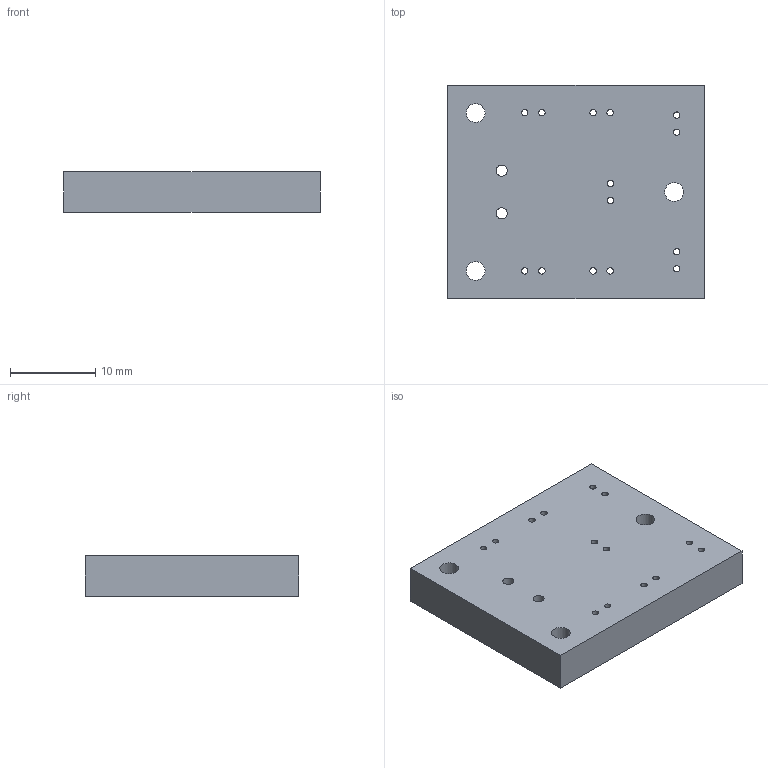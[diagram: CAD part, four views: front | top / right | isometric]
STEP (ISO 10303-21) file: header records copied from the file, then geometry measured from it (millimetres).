
FILE_DESCRIPTION(('KiCad electronic assembly'),'2;1');
FILE_NAME('vcc_distributor.STEP','2022-03-31T20:51:54',('Pcbnew'),( 'Kicad'),'Open CASCADE STEP processor 7.6','KiCad to STEP converter' ,'Unknown');
FILE_SCHEMA(('AUTOMOTIVE_DESIGN { 1 0 10303 214 1 1 1 1 }'));
Length unit declared in the file: millimetre
Products named in the file (2): vcc_distributor 1; _autosave-vcc_distributor PCB
Assembly tree (1 placements, depth 2):
  vcc_distributor 1
    _autosave-vcc_distributor PCB
Bounding box: 30 x 25 x 4.69 mm (x, y, z)
Volume: 3422.6 mm3; surface area: 2265.7 mm2
Topology: 1 solids, 1 shells, 25 faces, 69 edges, 46 vertices
Faces by surface type: cylinder 19, plane 6
Full cylindrical faces by diameter (mm): 0.75 x14, 1.3 x2, 2.2 x3
Entity records: 1955 total; most frequent: CARTESIAN_POINT 508, DIRECTION 261, ORIENTED_EDGE 138, PCURVE 138, DEFINITIONAL_REPRESENTATION 138, LINE 131, VECTOR 131, EDGE_CURVE 69
